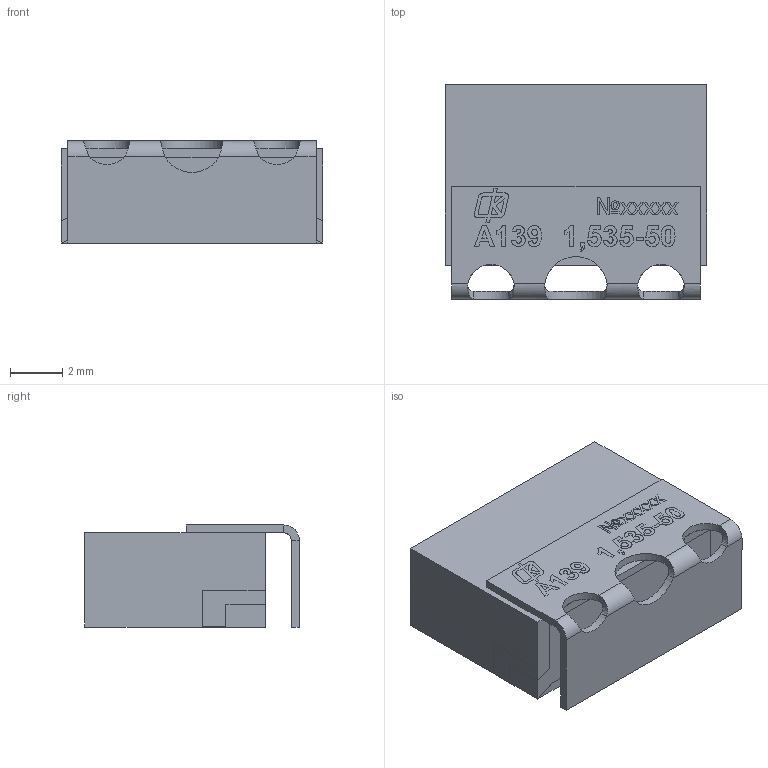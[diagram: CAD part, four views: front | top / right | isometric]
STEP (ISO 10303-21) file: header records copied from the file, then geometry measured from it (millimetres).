
FILE_DESCRIPTION(('STEP AP203'), '1');
FILE_NAME('ÍØÁÀ.434834.010-23.01_Ôèëüòð ÔÊÏ1-210-23-1,535-50_1', '', ('UNSPECIFIED'), ('UNSPECIFIED'), 'ASCON STEP Converter 1.6', 'ASCON Math Kernel', '');
FILE_SCHEMA(('CONFIG_CONTROL_DESIGN'));
Length unit declared in the file: millimetre
Products named in the file (1): НШБА.434834.010-23.01_Фильтр ФКП1-210-23-1,535-50
Bounding box: 10 x 8.2 x 3.9 mm (x, y, z)
Volume: 267.7 mm3; surface area: 347.5 mm2
Topology: 1 solids, 1 shells, 377 faces, 1012 edges, 660 vertices
Faces by surface type: plane 246, bspline 110, cylinder 21
Entity records: 23816 total; most frequent: CARTESIAN_POINT 12235, ORIENTED_EDGE 2024, DIRECTION 1278, EDGE_CURVE 1012, LINE 670, VECTOR 670, VERTEX_POINT 660, FACE_BOUND 406
